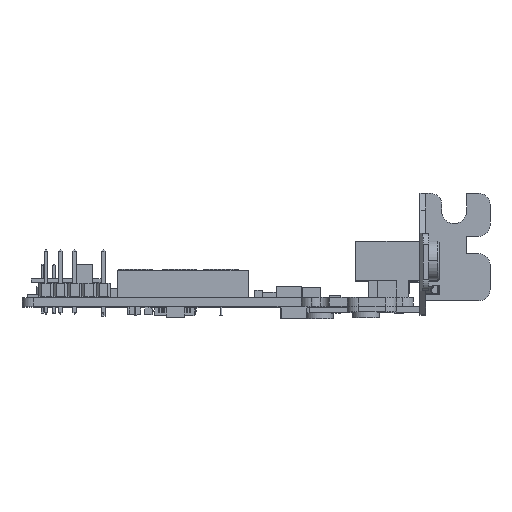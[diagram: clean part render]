
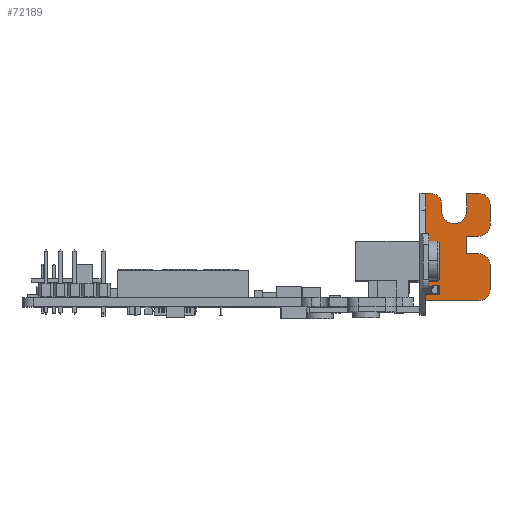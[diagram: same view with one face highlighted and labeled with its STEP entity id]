
A CAD part, top view. The second image highlights one B-rep face of the part: STEP entity #72189.
In plain terms, the highlighted planar face has unit normal (0, 0, 1).
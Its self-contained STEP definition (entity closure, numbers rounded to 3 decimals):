
#590 = EDGE_CURVE ( 'NONE', #26262, #58636, #20858, .T. ) ;
#991 = DIRECTION ( 'NONE',  ( 1., 0., 0. ) ) ;
#2863 = VECTOR ( 'NONE', #70045, 1000. ) ;
#3262 = ORIENTED_EDGE ( 'NONE', *, *, #38808, .F. ) ;
#3636 = VECTOR ( 'NONE', #79774, 1000. ) ;
#4319 = DIRECTION ( 'NONE',  ( 0., -1., 0. ) ) ;
#4976 = ORIENTED_EDGE ( 'NONE', *, *, #590, .F. ) ;
#5147 = CARTESIAN_POINT ( 'NONE',  ( 14.606, 18.215, 18.126 ) ) ;
#6602 = DIRECTION ( 'NONE',  ( 1., 0., 0. ) ) ;
#6669 = DIRECTION ( 'NONE',  ( 0., 0., 1. ) ) ;
#7441 = VERTEX_POINT ( 'NONE', #51835 ) ;
#7601 = EDGE_CURVE ( 'NONE', #58017, #46415, #58758, .T. ) ;
#8643 = ORIENTED_EDGE ( 'NONE', *, *, #31240, .T. ) ;
#9831 = AXIS2_PLACEMENT_3D ( 'NONE', #64586, #19955, #991 ) ;
#10721 = CARTESIAN_POINT ( 'NONE',  ( 14.606, 20.215, 18.126 ) ) ;
#11562 = DIRECTION ( 'NONE',  ( 1., 0., 0. ) ) ;
#13081 = DIRECTION ( 'NONE',  ( 1., 0., 0. ) ) ;
#14733 = CARTESIAN_POINT ( 'NONE',  ( 12.466, 17.045, 18.126 ) ) ;
#14891 = CARTESIAN_POINT ( 'NONE',  ( 5.176, 1.165, 18.126 ) ) ;
#17283 = LINE ( 'NONE', #35659, #67155 ) ;
#17423 = DIRECTION ( 'NONE',  ( -1., 0., 0. ) ) ;
#17755 = CARTESIAN_POINT ( 'NONE',  ( 16.606, 14.595, 18.126 ) ) ;
#17894 = EDGE_CURVE ( 'NONE', #52704, #49299, #17283, .T. ) ;
#17913 = CARTESIAN_POINT ( 'NONE',  ( 14.606, 14.595, 18.126 ) ) ;
#18049 = EDGE_CURVE ( 'NONE', #21651, #52704, #80035, .T. ) ;
#18785 = CARTESIAN_POINT ( 'NONE',  ( 5.176, 20.215, 18.126 ) ) ;
#19175 = CARTESIAN_POINT ( 'NONE',  ( 5.176, 20.215, 18.126 ) ) ;
#19176 = CIRCLE ( 'NONE', #26541, 2. ) ;
#19955 = DIRECTION ( 'NONE',  ( 0., 0., 1. ) ) ;
#20858 = LINE ( 'NONE', #70915, #80606 ) ;
#21651 = VERTEX_POINT ( 'NONE', #25734 ) ;
#22220 = VERTEX_POINT ( 'NONE', #10721 ) ;
#22800 = VECTOR ( 'NONE', #4319, 1000. ) ;
#23498 = CARTESIAN_POINT ( 'NONE',  ( 5.176, 20.215, 18.126 ) ) ;
#23907 = DIRECTION ( 'NONE',  ( 0., -1., 0. ) ) ;
#24959 = DIRECTION ( 'NONE',  ( 0., 0., 1. ) ) ;
#25281 = ORIENTED_EDGE ( 'NONE', *, *, #52865, .F. ) ;
#25311 = CARTESIAN_POINT ( 'NONE',  ( 14.606, 7.545, 18.126 ) ) ;
#25315 = CIRCLE ( 'NONE', #73231, 2. ) ;
#25734 = CARTESIAN_POINT ( 'NONE',  ( 8.046, 17.045, 18.126 ) ) ;
#26262 = VERTEX_POINT ( 'NONE', #60341 ) ;
#26541 = AXIS2_PLACEMENT_3D ( 'NONE', #25311, #44693, #6602 ) ;
#27258 = ORIENTED_EDGE ( 'NONE', *, *, #7601, .F. ) ;
#28561 = ORIENTED_EDGE ( 'NONE', *, *, #44526, .T. ) ;
#28581 = EDGE_CURVE ( 'NONE', #59820, #68286, #56686, .T. ) ;
#28735 = DIRECTION ( 'NONE',  ( 0., 1., 0. ) ) ;
#29666 = CIRCLE ( 'NONE', #61059, 2. ) ;
#30189 = CARTESIAN_POINT ( 'NONE',  ( 12.416, 20.215, 18.126 ) ) ;
#30646 = VERTEX_POINT ( 'NONE', #19175 ) ;
#30756 = PLANE ( 'NONE',  #65361 ) ;
#31240 = EDGE_CURVE ( 'NONE', #62050, #47900, #25315, .T. ) ;
#31241 = DIRECTION ( 'NONE',  ( 0., 0., 1. ) ) ;
#31560 = ORIENTED_EDGE ( 'NONE', *, *, #28581, .T. ) ;
#32060 = LINE ( 'NONE', #62141, #34931 ) ;
#32190 = ORIENTED_EDGE ( 'NONE', *, *, #63555, .F. ) ;
#32534 = CIRCLE ( 'NONE', #9831, 2. ) ;
#32801 = DIRECTION ( 'NONE',  ( 0., -1., 0. ) ) ;
#33400 = EDGE_LOOP ( 'NONE', ( #25281, #8643, #32190, #57605, #78671, #66022, #76986, #66838, #31560, #81580, #28561, #4976, #39580, #3262, #50029, #55000, #27258 ) ) ;
#33402 = LINE ( 'NONE', #72938, #68274 ) ;
#34423 = EDGE_CURVE ( 'NONE', #62193, #43704, #19176, .T. ) ;
#34641 = CARTESIAN_POINT ( 'NONE',  ( 12.466, 20.215, 18.126 ) ) ;
#34747 = DIRECTION ( 'NONE',  ( 0., -1., 0. ) ) ;
#34931 = VECTOR ( 'NONE', #48962, 1000. ) ;
#35659 = CARTESIAN_POINT ( 'NONE',  ( 12.466, 20.215, 18.126 ) ) ;
#36534 = DIRECTION ( 'NONE',  ( 1., 0., 0. ) ) ;
#37740 = VECTOR ( 'NONE', #23907, 1000. ) ;
#38471 = CARTESIAN_POINT ( 'NONE',  ( 12.416, 12.595, 18.126 ) ) ;
#38580 = CARTESIAN_POINT ( 'NONE',  ( 16.606, 20.215, 18.126 ) ) ;
#38696 = CARTESIAN_POINT ( 'NONE',  ( 10.256, 17.045, 18.126 ) ) ;
#38808 = EDGE_CURVE ( 'NONE', #62193, #7441, #54248, .T. ) ;
#39580 = ORIENTED_EDGE ( 'NONE', *, *, #41975, .T. ) ;
#39853 = EDGE_CURVE ( 'NONE', #59820, #21651, #33402, .T. ) ;
#39918 = CARTESIAN_POINT ( 'NONE',  ( 14.606, 12.595, 18.126 ) ) ;
#41975 = EDGE_CURVE ( 'NONE', #26262, #7441, #32534, .T. ) ;
#43704 = VERTEX_POINT ( 'NONE', #79660 ) ;
#43913 = EDGE_CURVE ( 'NONE', #68286, #30646, #65799, .T. ) ;
#44526 = EDGE_CURVE ( 'NONE', #30646, #58636, #32060, .T. ) ;
#44693 = DIRECTION ( 'NONE',  ( 0., 0., 1. ) ) ;
#44757 = CARTESIAN_POINT ( 'NONE',  ( 6.046, 18.215, 18.126 ) ) ;
#44761 = AXIS2_PLACEMENT_3D ( 'NONE', #38696, #31241, #50433 ) ;
#45680 = LINE ( 'NONE', #50794, #2863 ) ;
#46415 = VERTEX_POINT ( 'NONE', #78027 ) ;
#47900 = VERTEX_POINT ( 'NONE', #17755 ) ;
#48962 = DIRECTION ( 'NONE',  ( 0., -1., 0. ) ) ;
#49299 = VERTEX_POINT ( 'NONE', #34641 ) ;
#49684 = DIRECTION ( 'NONE',  ( 0., 0., 1. ) ) ;
#50029 = ORIENTED_EDGE ( 'NONE', *, *, #34423, .T. ) ;
#50433 = DIRECTION ( 'NONE',  ( 1., 0., 0. ) ) ;
#50668 = AXIS2_PLACEMENT_3D ( 'NONE', #44757, #6669, #13081 ) ;
#50794 = CARTESIAN_POINT ( 'NONE',  ( 5.176, 20.215, 18.126 ) ) ;
#51835 = CARTESIAN_POINT ( 'NONE',  ( 16.606, 3.165, 18.126 ) ) ;
#52704 = VERTEX_POINT ( 'NONE', #14733 ) ;
#52865 = EDGE_CURVE ( 'NONE', #62050, #58017, #67282, .T. ) ;
#53630 = CARTESIAN_POINT ( 'NONE',  ( 5.176, 9.545, 18.126 ) ) ;
#53753 = VECTOR ( 'NONE', #55517, 1000. ) ;
#54248 = LINE ( 'NONE', #38580, #73182 ) ;
#54721 = LINE ( 'NONE', #80708, #37740 ) ;
#55000 = ORIENTED_EDGE ( 'NONE', *, *, #66938, .F. ) ;
#55517 = DIRECTION ( 'NONE',  ( -1., 0., 0. ) ) ;
#56686 = CIRCLE ( 'NONE', #50668, 2. ) ;
#56862 = CARTESIAN_POINT ( 'NONE',  ( 6.046, 20.215, 18.126 ) ) ;
#57605 = ORIENTED_EDGE ( 'NONE', *, *, #72100, .T. ) ;
#58017 = VERTEX_POINT ( 'NONE', #38471 ) ;
#58425 = DIRECTION ( 'NONE',  ( -1., 0., 0. ) ) ;
#58636 = VERTEX_POINT ( 'NONE', #14891 ) ;
#58758 = LINE ( 'NONE', #30189, #22800 ) ;
#59820 = VERTEX_POINT ( 'NONE', #63897 ) ;
#60341 = CARTESIAN_POINT ( 'NONE',  ( 14.606, 1.165, 18.126 ) ) ;
#61059 = AXIS2_PLACEMENT_3D ( 'NONE', #5147, #49684, #11562 ) ;
#61819 = CARTESIAN_POINT ( 'NONE',  ( 16.606, 18.215, 18.126 ) ) ;
#62050 = VERTEX_POINT ( 'NONE', #39918 ) ;
#62141 = CARTESIAN_POINT ( 'NONE',  ( 5.176, 20.215, 18.126 ) ) ;
#62193 = VERTEX_POINT ( 'NONE', #66750 ) ;
#62340 = CARTESIAN_POINT ( 'NONE',  ( 5.176, 12.595, 18.126 ) ) ;
#63555 = EDGE_CURVE ( 'NONE', #73154, #47900, #54721, .T. ) ;
#63897 = CARTESIAN_POINT ( 'NONE',  ( 8.046, 18.215, 18.126 ) ) ;
#64373 = EDGE_CURVE ( 'NONE', #22220, #49299, #45680, .T. ) ;
#64586 = CARTESIAN_POINT ( 'NONE',  ( 14.606, 3.165, 18.126 ) ) ;
#65361 = AXIS2_PLACEMENT_3D ( 'NONE', #18785, #24959, #75616 ) ;
#65799 = LINE ( 'NONE', #23498, #53753 ) ;
#66022 = ORIENTED_EDGE ( 'NONE', *, *, #17894, .F. ) ;
#66750 = CARTESIAN_POINT ( 'NONE',  ( 16.606, 7.545, 18.126 ) ) ;
#66838 = ORIENTED_EDGE ( 'NONE', *, *, #39853, .F. ) ;
#66938 = EDGE_CURVE ( 'NONE', #46415, #43704, #72391, .T. ) ;
#67155 = VECTOR ( 'NONE', #28735, 1000. ) ;
#67282 = LINE ( 'NONE', #62340, #81182 ) ;
#68274 = VECTOR ( 'NONE', #34747, 1000. ) ;
#68286 = VERTEX_POINT ( 'NONE', #56862 ) ;
#68922 = DIRECTION ( 'NONE',  ( 0., 0., 1. ) ) ;
#70045 = DIRECTION ( 'NONE',  ( -1., 0., 0. ) ) ;
#70555 = FACE_OUTER_BOUND ( 'NONE', #33400, .T. ) ;
#70915 = CARTESIAN_POINT ( 'NONE',  ( 5.176, 1.165, 18.126 ) ) ;
#72100 = EDGE_CURVE ( 'NONE', #73154, #22220, #29666, .T. ) ;
#72189 = ADVANCED_FACE ( 'NONE', ( #70555 ), #30756, .T. ) ;
#72391 = LINE ( 'NONE', #53630, #3636 ) ;
#72938 = CARTESIAN_POINT ( 'NONE',  ( 8.046, 20.215, 18.126 ) ) ;
#73154 = VERTEX_POINT ( 'NONE', #61819 ) ;
#73182 = VECTOR ( 'NONE', #32801, 1000. ) ;
#73231 = AXIS2_PLACEMENT_3D ( 'NONE', #17913, #68922, #36534 ) ;
#75616 = DIRECTION ( 'NONE',  ( 1., 0., 0. ) ) ;
#76986 = ORIENTED_EDGE ( 'NONE', *, *, #18049, .F. ) ;
#78027 = CARTESIAN_POINT ( 'NONE',  ( 12.416, 9.545, 18.126 ) ) ;
#78671 = ORIENTED_EDGE ( 'NONE', *, *, #64373, .T. ) ;
#79660 = CARTESIAN_POINT ( 'NONE',  ( 14.606, 9.545, 18.126 ) ) ;
#79774 = DIRECTION ( 'NONE',  ( 1., 0., 0. ) ) ;
#80035 = CIRCLE ( 'NONE', #44761, 2.21 ) ;
#80606 = VECTOR ( 'NONE', #58425, 1000. ) ;
#80708 = CARTESIAN_POINT ( 'NONE',  ( 16.606, 20.215, 18.126 ) ) ;
#81182 = VECTOR ( 'NONE', #17423, 1000. ) ;
#81580 = ORIENTED_EDGE ( 'NONE', *, *, #43913, .T. ) ;
